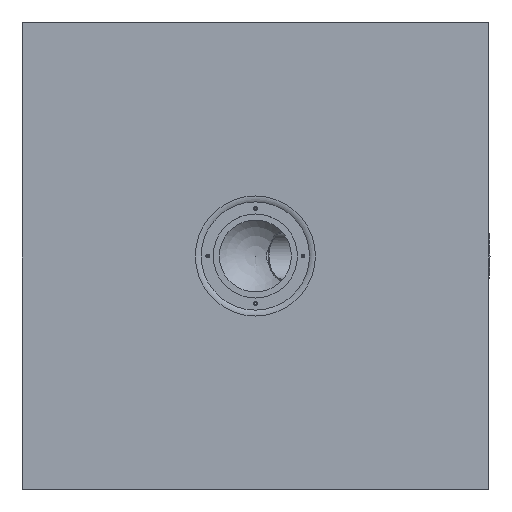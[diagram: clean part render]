
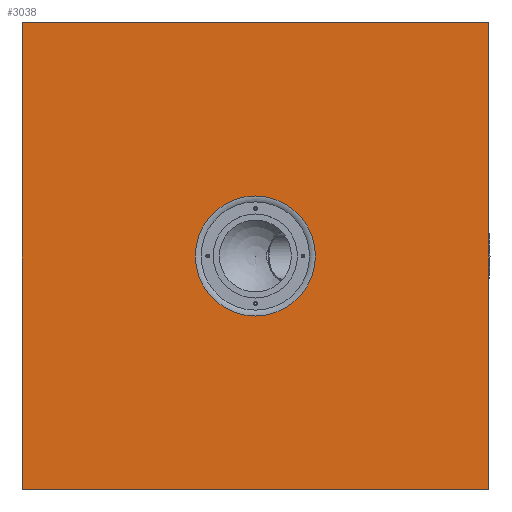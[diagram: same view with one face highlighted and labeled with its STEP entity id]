
A CAD part, top view. The second image highlights one B-rep face of the part: STEP entity #3038.
In plain terms, the highlighted planar face has unit normal (0, 0, 1).
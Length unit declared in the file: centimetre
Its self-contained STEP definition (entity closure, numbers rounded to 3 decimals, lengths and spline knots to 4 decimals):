
#150=FACE_BOUND('',#897,.T.);
#170=PLANE('',#3397);
#295=LINE('',#5743,#454);
#299=LINE('',#5750,#458);
#302=LINE('',#5756,#461);
#303=LINE('',#5758,#462);
#454=VECTOR('',#4133,1.);
#458=VECTOR('',#4139,1.);
#461=VECTOR('',#4144,1.);
#462=VECTOR('',#4147,1.);
#699=FACE_OUTER_BOUND('',#896,.T.);
#896=EDGE_LOOP('',(#2504,#2505,#2506,#2507));
#897=EDGE_LOOP('',(#2508));
#1134=CIRCLE('',#3367,64.3137);
#1369=VERTEX_POINT('',#5694);
#1384=VERTEX_POINT('',#5740);
#1385=VERTEX_POINT('',#5742);
#1387=VERTEX_POINT('',#5748);
#1389=VERTEX_POINT('',#5754);
#1754=EDGE_CURVE('',#1369,#1369,#1134,.T.);
#1777=EDGE_CURVE('',#1384,#1385,#295,.T.);
#1781=EDGE_CURVE('',#1387,#1384,#299,.T.);
#1784=EDGE_CURVE('',#1389,#1387,#302,.T.);
#1785=EDGE_CURVE('',#1385,#1389,#303,.T.);
#2504=ORIENTED_EDGE('',*,*,#1777,.F.);
#2505=ORIENTED_EDGE('',*,*,#1781,.F.);
#2506=ORIENTED_EDGE('',*,*,#1784,.F.);
#2507=ORIENTED_EDGE('',*,*,#1785,.F.);
#2508=ORIENTED_EDGE('',*,*,#1754,.T.);
#3038=ADVANCED_FACE('',(#699,#150),#170,.F.);
#3367=AXIS2_PLACEMENT_3D('',#5695,#4073,#4074);
#3397=AXIS2_PLACEMENT_3D('',#5757,#4145,#4146);
#4073=DIRECTION('center_axis',(0.,0.,-1.));
#4074=DIRECTION('ref_axis',(1.,0.,0.));
#4133=DIRECTION('',(0.,-1.,0.));
#4139=DIRECTION('',(1.,0.,0.));
#4144=DIRECTION('',(0.,1.,0.));
#4145=DIRECTION('center_axis',(0.,0.,-1.));
#4146=DIRECTION('ref_axis',(-1.,0.,0.));
#4147=DIRECTION('',(-1.,0.,0.));
#5694=CARTESIAN_POINT('',(1008.9395,184.3313,128.));
#5695=CARTESIAN_POINT('Origin',(1008.9395,248.645,128.));
#5740=CARTESIAN_POINT('',(1258.9395,498.645,128.));
#5742=CARTESIAN_POINT('',(1258.9395,-1.355,128.));
#5743=CARTESIAN_POINT('',(1258.9395,248.645,128.));
#5748=CARTESIAN_POINT('',(758.9395,498.645,128.));
#5750=CARTESIAN_POINT('',(1008.9395,498.645,128.));
#5754=CARTESIAN_POINT('',(758.9395,-1.355,128.));
#5756=CARTESIAN_POINT('',(758.9395,248.645,128.));
#5757=CARTESIAN_POINT('Origin',(1008.9395,248.645,128.));
#5758=CARTESIAN_POINT('',(1008.9395,-1.355,128.));
